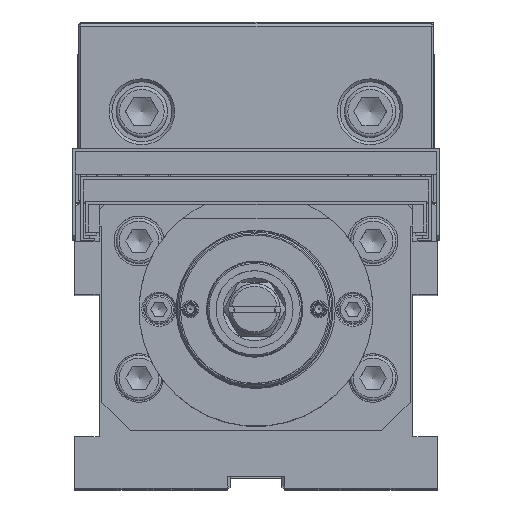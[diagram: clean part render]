
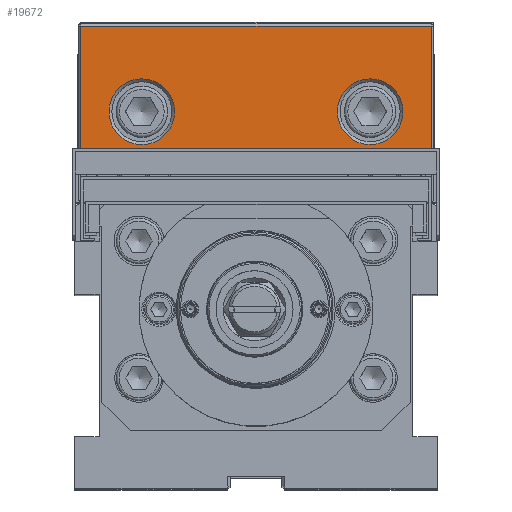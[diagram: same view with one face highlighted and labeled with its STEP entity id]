
A CAD part, top view. The second image highlights one B-rep face of the part: STEP entity #19672.
In plain terms, the highlighted face is planar.
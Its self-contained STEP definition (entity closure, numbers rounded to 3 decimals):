
#1414=FACE_BOUND($,#4900,.T.);
#1415=FACE_BOUND($,#4901,.T.);
#1416=FACE_BOUND($,#4902,.T.);
#2049=PLANE($,#21626);
#3190=FACE_OUTER_BOUND($,#4899,.T.);
#4899=EDGE_LOOP($,(#17298,#17299,#17300,#17301));
#4900=EDGE_LOOP($,(#17302));
#4901=EDGE_LOOP($,(#17303));
#4902=EDGE_LOOP($,(#17304));
#5833=CIRCLE($,#21611,2.459);
#5841=CIRCLE($,#21625,11.5);
#5842=CIRCLE($,#21627,11.5);
#7103=LINE($,#35338,#8669);
#7104=LINE($,#35340,#8670);
#7105=LINE($,#35342,#8671);
#7106=LINE($,#35343,#8672);
#8669=VECTOR($,#26399,61.);
#8670=VECTOR($,#26400,122.7);
#8671=VECTOR($,#26401,61.);
#8672=VECTOR($,#26402,122.7);
#10520=VERTEX_POINT($,#35303);
#10532=VERTEX_POINT($,#35333);
#10533=VERTEX_POINT($,#35336);
#10534=VERTEX_POINT($,#35337);
#10535=VERTEX_POINT($,#35339);
#10536=VERTEX_POINT($,#35341);
#10537=VERTEX_POINT($,#35344);
#12845=EDGE_CURVE($,#10520,#10520,#5833,.T.);
#12857=EDGE_CURVE($,#10532,#10532,#5841,.T.);
#12858=EDGE_CURVE($,#10533,#10534,#7103,.T.);
#12859=EDGE_CURVE($,#10535,#10533,#7104,.T.);
#12860=EDGE_CURVE($,#10536,#10535,#7105,.T.);
#12861=EDGE_CURVE($,#10534,#10536,#7106,.T.);
#12862=EDGE_CURVE($,#10537,#10537,#5842,.T.);
#17298=ORIENTED_EDGE($,*,*,#12858,.F.);
#17299=ORIENTED_EDGE($,*,*,#12859,.F.);
#17300=ORIENTED_EDGE($,*,*,#12860,.F.);
#17301=ORIENTED_EDGE($,*,*,#12861,.F.);
#17302=ORIENTED_EDGE($,*,*,#12857,.F.);
#17303=ORIENTED_EDGE($,*,*,#12845,.T.);
#17304=ORIENTED_EDGE($,*,*,#12862,.F.);
#19672=ADVANCED_FACE($,(#3190,#1414,#1415,#1416),#2049,.T.);
#21611=AXIS2_PLACEMENT_3D($,#35304,#26363,#26364);
#21625=AXIS2_PLACEMENT_3D($,#35334,#26395,#26396);
#21626=AXIS2_PLACEMENT_3D($,#35335,#26397,#26398);
#21627=AXIS2_PLACEMENT_3D($,#35345,#26403,#26404);
#26363=DIRECTION('center_axis',(0.,1.,0.));
#26364=DIRECTION('ref_axis',(1.,0.,0.));
#26395=DIRECTION('center_axis',(0.,-1.,0.));
#26396=DIRECTION('ref_axis',(-1.,0.,0.));
#26397=DIRECTION('center_axis',(0.,-1.,0.));
#26398=DIRECTION('ref_axis',(0.,0.,-1.));
#26399=DIRECTION($,(0.,0.,1.));
#26400=DIRECTION($,(-1.,0.,0.));
#26401=DIRECTION($,(0.,0.,-1.));
#26402=DIRECTION($,(1.,0.,0.));
#26403=DIRECTION('center_axis',(0.,-1.,0.));
#26404=DIRECTION('ref_axis',(-1.,0.,0.));
#35303=CARTESIAN_POINT('',(22.459,-10.,12.));
#35304=CARTESIAN_POINT('Origin',(20.,-10.,12.));
#35333=CARTESIAN_POINT('',(-28.5,-10.,32.));
#35334=CARTESIAN_POINT('Origin',(-40.,-10.,32.));
#35335=CARTESIAN_POINT('Origin',(62.35,-10.,0.));
#35336=CARTESIAN_POINT('',(-61.35,-10.,1.));
#35337=CARTESIAN_POINT('',(-61.35,-10.,62.));
#35338=CARTESIAN_POINT($,(-61.35,-10.,0.));
#35339=CARTESIAN_POINT('',(61.35,-10.,1.));
#35340=CARTESIAN_POINT($,(31.175,-10.,1.));
#35341=CARTESIAN_POINT('',(61.35,-10.,62.));
#35342=CARTESIAN_POINT($,(61.35,-10.,0.));
#35343=CARTESIAN_POINT($,(31.175,-10.,62.));
#35344=CARTESIAN_POINT('',(51.5,-10.,32.));
#35345=CARTESIAN_POINT('Origin',(40.,-10.,32.));
